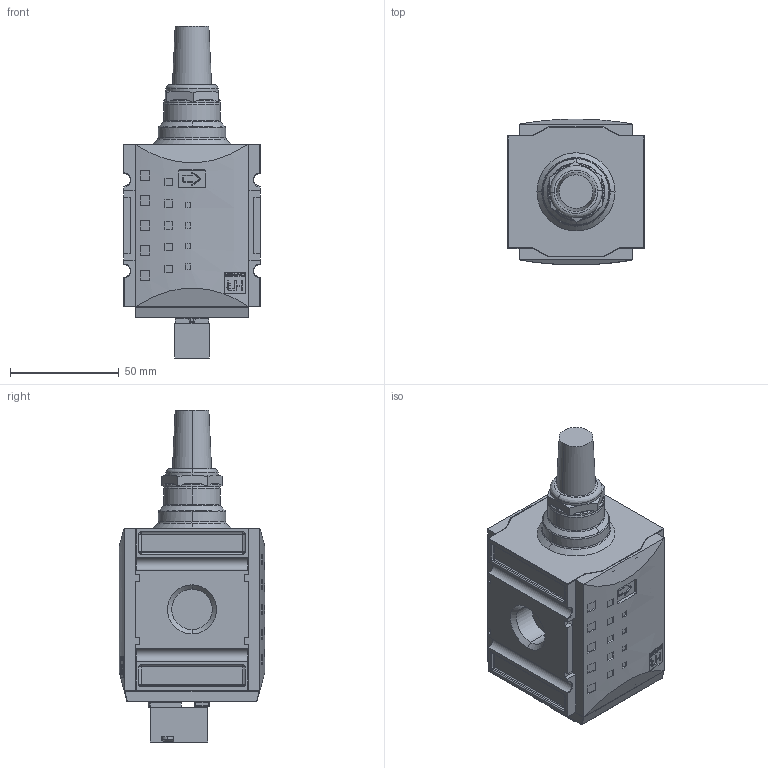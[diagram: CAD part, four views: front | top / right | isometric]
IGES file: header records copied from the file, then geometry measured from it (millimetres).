
Start section: SolidWorks IGES file using analytic representation for surfaces
Global section: file name: KSOV-238 I.IGS; native system: SolidWorks 2013; preprocessor: SolidWorks 2013; author: technolog; date: 140113.094438; units: millimetre
Bounding box: 63 x 67.13 x 153 mm (x, y, z)
Surface area: 62731.7 mm2 (no closed solid volume)
Topology: 0 solids, 7 shells, 1107 faces, 5928 edges, 7653 vertices
Faces by surface type: plane 609, revolution 411, bspline 87
